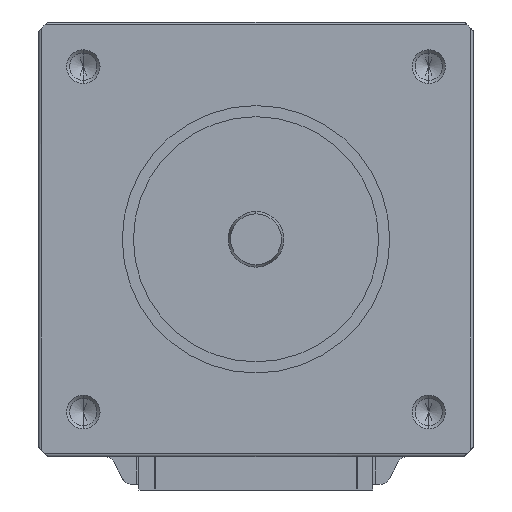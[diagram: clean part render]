
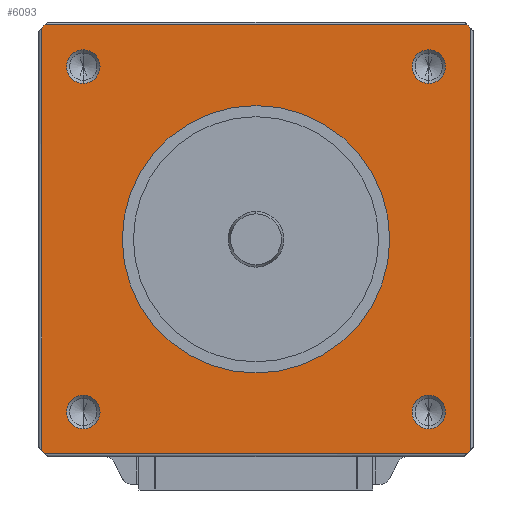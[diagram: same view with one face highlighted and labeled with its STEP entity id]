
A CAD part, left-side view. The second image highlights one B-rep face of the part: STEP entity #6093.
In plain terms, the highlighted planar face has unit normal (-1, 0, 0).
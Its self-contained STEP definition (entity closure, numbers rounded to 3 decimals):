
#5609=CARTESIAN_POINT('POINT1751',(0.,
   -18.932,19.25));
#5610=VERTEX_POINT('VERTEX1751',#5609);
#5626=CARTESIAN_POINT('POINT1752',(0.,-19.25,
   18.932));
#5627=VERTEX_POINT('VERTEX1752',#5626);
#5628=CARTESIAN_POINT('POS2505',(0.,0.,
   0.));
#5629=DIRECTION('DIR3966',(-1.,0.,0.));
#5630=DIRECTION('DIR3967',(0.,0.,-1.));
#5631=AXIS2_PLACEMENT_3D('AXIS1462',#5628,#5629,#5630);
#5632=CIRCLE('ELLIPSE863',#5631,27.);
#5633=EDGE_CURVE('EDGE2550',#5627,#5610,#5632,.T.);
#5660=CARTESIAN_POINT('POINT1753',(0.,-19.25,
   -18.932));
#5661=VERTEX_POINT('VERTEX1753',#5660);
#5662=CARTESIAN_POINT('POS2507',(0.,-19.25,19.5));
#5663=DIRECTION('DIR3970',(0.,0.,1.));
#5664=VECTOR('VEC1044',#5663,1.);
#5665=LINE('STRAIGHT1044',#5662,#5664);
#5666=EDGE_CURVE('EDGE2552',#5661,#5627,#5665,.T.);
#5691=CARTESIAN_POINT('POINT1754',(0.,
   -18.932,-19.25));
#5692=VERTEX_POINT('VERTEX1754',#5691);
#5693=EDGE_CURVE('EDGE2554',#5692,#5661,#5632,.T.);
#5715=CARTESIAN_POINT('POINT1755',(0.,
   18.932,-19.25));
#5716=VERTEX_POINT('VERTEX1755',#5715);
#5717=CARTESIAN_POINT('POS2509',(0.,-19.5,-19.25));
#5718=DIRECTION('DIR3973',(0.,-1.,0.));
#5719=VECTOR('VEC1045',#5718,1.);
#5720=LINE('STRAIGHT1045',#5717,#5719);
#5721=EDGE_CURVE('EDGE2556',#5716,#5692,#5720,.T.);
#5746=CARTESIAN_POINT('POINT1756',(0.,19.25,
   -18.932));
#5747=VERTEX_POINT('VERTEX1756',#5746);
#5748=EDGE_CURVE('EDGE2558',#5747,#5716,#5632,.T.);
#5771=CARTESIAN_POINT('POINT1757',(0.,19.25,
   18.932));
#5772=VERTEX_POINT('VERTEX1757',#5771);
#5790=CARTESIAN_POINT('POS2511',(0.,19.25,-19.5));
#5791=DIRECTION('DIR3976',(0.,0.,-1.));
#5792=VECTOR('VEC1046',#5791,1.);
#5793=LINE('STRAIGHT1046',#5790,#5792);
#5794=EDGE_CURVE('EDGE2561',#5772,#5747,#5793,.T.);
#5804=CARTESIAN_POINT('POINT1758',(0.,
   18.932,19.25));
#5805=VERTEX_POINT('VERTEX1758',#5804);
#5825=EDGE_CURVE('EDGE2563',#5805,#5772,#5632,.T.);
#5833=CARTESIAN_POINT('POS2513',(0.,19.5,19.25));
#5834=DIRECTION('DIR3979',(0.,1.,0.));
#5835=VECTOR('VEC1047',#5834,1.);
#5836=LINE('STRAIGHT1047',#5833,#5835);
#5837=EDGE_CURVE('EDGE2564',#5610,#5805,#5836,.T.);
#5847=CARTESIAN_POINT('POINT1759',(0.,15.5,
   -14.));
#5848=VERTEX_POINT('VERTEX1759',#5847);
#5855=CARTESIAN_POINT('POINT1760',(0.,15.5,
   -17.));
#5856=VERTEX_POINT('VERTEX1760',#5855);
#5857=CARTESIAN_POINT('POS2516',(0.,15.5,
   -15.5));
#5858=DIRECTION('DIR3983',(1.,0.,0.));
#5859=DIRECTION('DIR3984',(0.,0.,1.));
#5860=AXIS2_PLACEMENT_3D('AXIS1468',#5857,#5858,#5859);
#5861=CIRCLE('ELLIPSE864',#5860,1.5);
#5862=EDGE_CURVE('EDGE2566',#5856,#5848,#5861,.T.);
#5882=EDGE_CURVE('EDGE2568',#5848,#5856,#5861,.T.);
#5887=CARTESIAN_POINT('POINT1761',(0.,-15.5,
   -14.));
#5888=VERTEX_POINT('VERTEX1761',#5887);
#5895=CARTESIAN_POINT('POINT1762',(0.,-15.5,
   -17.));
#5896=VERTEX_POINT('VERTEX1762',#5895);
#5897=CARTESIAN_POINT('POS2520',(0.,-15.5,
   -15.5));
#5898=DIRECTION('DIR3989',(1.,0.,0.));
#5899=DIRECTION('DIR3990',(0.,0.,1.));
#5900=AXIS2_PLACEMENT_3D('AXIS1470',#5897,#5898,#5899);
#5901=CIRCLE('ELLIPSE865',#5900,1.5);
#5902=EDGE_CURVE('EDGE2570',#5896,#5888,#5901,.T.);
#5922=EDGE_CURVE('EDGE2572',#5888,#5896,#5901,.T.);
#5927=CARTESIAN_POINT('POINT1763',(0.,15.5,
   17.));
#5928=VERTEX_POINT('VERTEX1763',#5927);
#5935=CARTESIAN_POINT('POINT1764',(0.,15.5,
   14.));
#5936=VERTEX_POINT('VERTEX1764',#5935);
#5937=CARTESIAN_POINT('POS2524',(0.,15.5,
   15.5));
#5938=DIRECTION('DIR3995',(1.,0.,0.));
#5939=DIRECTION('DIR3996',(0.,0.,1.));
#5940=AXIS2_PLACEMENT_3D('AXIS1472',#5937,#5938,#5939);
#5941=CIRCLE('ELLIPSE866',#5940,1.5);
#5942=EDGE_CURVE('EDGE2574',#5936,#5928,#5941,.T.);
#5962=EDGE_CURVE('EDGE2576',#5928,#5936,#5941,.T.);
#5967=CARTESIAN_POINT('POINT1765',(0.,-15.5,
   17.));
#5968=VERTEX_POINT('VERTEX1765',#5967);
#5975=CARTESIAN_POINT('POINT1766',(0.,-15.5,
   14.));
#5976=VERTEX_POINT('VERTEX1766',#5975);
#5977=CARTESIAN_POINT('POS2528',(0.,-15.5,
   15.5));
#5978=DIRECTION('DIR4001',(1.,0.,0.));
#5979=DIRECTION('DIR4002',(0.,0.,1.));
#5980=AXIS2_PLACEMENT_3D('AXIS1474',#5977,#5978,#5979);
#5981=CIRCLE('ELLIPSE867',#5980,1.5);
#5982=EDGE_CURVE('EDGE2578',#5976,#5968,#5981,.T.);
#6002=EDGE_CURVE('EDGE2580',#5968,#5976,#5981,.T.);
#6047=CARTESIAN_POINT('POINT1769',(0.,0.,
   -12.));
#6048=VERTEX_POINT('VERTEX1769',#6047);
#6049=CARTESIAN_POINT('POINT1770',(0.,0.,
   12.));
#6050=VERTEX_POINT('VERTEX1770',#6049);
#6051=CARTESIAN_POINT('POS2535',(0.,0.,0.));
#6052=DIRECTION('DIR4012',(1.,0.,0.));
#6053=DIRECTION('DIR4013',(0.,0.,-1.));
#6054=AXIS2_PLACEMENT_3D('AXIS1478',#6051,#6052,#6053);
#6055=CIRCLE('ELLIPSE869',#6054,12.);
#6056=EDGE_CURVE('EDGE2585',#6048,#6050,#6055,.T.);
#6057=ORIENTED_EDGE('COEDGE5151',*,*,#6056,.T.);
#6058=EDGE_CURVE('EDGE2586',#6050,#6048,#6055,.T.);
#6059=ORIENTED_EDGE('COEDGE5152',*,*,#6058,.T.);
#6060=EDGE_LOOP('NONE',(#6057,#6059));
#6061=FACE_BOUND('LOOP1',#6060,.T.);
#6062=ORIENTED_EDGE('COEDGE5153',*,*,#6002,.T.);
#6063=ORIENTED_EDGE('COEDGE5154',*,*,#5982,.T.);
#6064=EDGE_LOOP('NONE',(#6062,#6063));
#6065=FACE_BOUND('LOOP1',#6064,.T.);
#6066=ORIENTED_EDGE('COEDGE5155',*,*,#5962,.T.);
#6067=ORIENTED_EDGE('COEDGE5156',*,*,#5942,.T.);
#6068=EDGE_LOOP('NONE',(#6066,#6067));
#6069=FACE_BOUND('LOOP1',#6068,.T.);
#6070=ORIENTED_EDGE('COEDGE5157',*,*,#5922,.T.);
#6071=ORIENTED_EDGE('COEDGE5158',*,*,#5902,.T.);
#6072=EDGE_LOOP('NONE',(#6070,#6071));
#6073=FACE_BOUND('LOOP1',#6072,.T.);
#6074=ORIENTED_EDGE('COEDGE5159',*,*,#5882,.T.);
#6075=ORIENTED_EDGE('COEDGE5160',*,*,#5862,.T.);
#6076=EDGE_LOOP('NONE',(#6074,#6075));
#6077=FACE_BOUND('LOOP1',#6076,.T.);
#6078=ORIENTED_EDGE('COEDGE5161',*,*,#5837,.T.);
#6079=ORIENTED_EDGE('COEDGE5162',*,*,#5825,.T.);
#6080=ORIENTED_EDGE('COEDGE5163',*,*,#5794,.T.);
#6081=ORIENTED_EDGE('COEDGE5164',*,*,#5748,.T.);
#6082=ORIENTED_EDGE('COEDGE5165',*,*,#5721,.T.);
#6083=ORIENTED_EDGE('COEDGE5166',*,*,#5693,.T.);
#6084=ORIENTED_EDGE('COEDGE5167',*,*,#5666,.T.);
#6085=ORIENTED_EDGE('COEDGE5168',*,*,#5633,.T.);
#6086=EDGE_LOOP('NONE',(#6078,#6079,#6080,#6081,#6082,#6083,#6084,#6085)
   );
#6087=FACE_BOUND('LOOP1',#6086,.T.);
#6088=CARTESIAN_POINT('POS2536',(0.,0.,
   0.));
#6089=DIRECTION('DIR4014',(-1.,0.,0.));
#6090=DIRECTION('DIR4015',(0.,1.,0.));
#6091=AXIS2_PLACEMENT_3D('AXIS1479',#6088,#6089,#6090);
#6092=PLANE('PLANE302',#6091);
#6093=ADVANCED_FACE('FACE947',(#6061,#6065,#6069,#6073,#6077,#6087),
   #6092,.T.);
